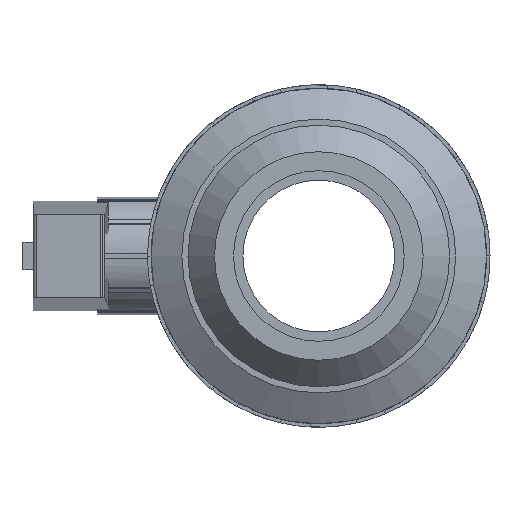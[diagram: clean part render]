
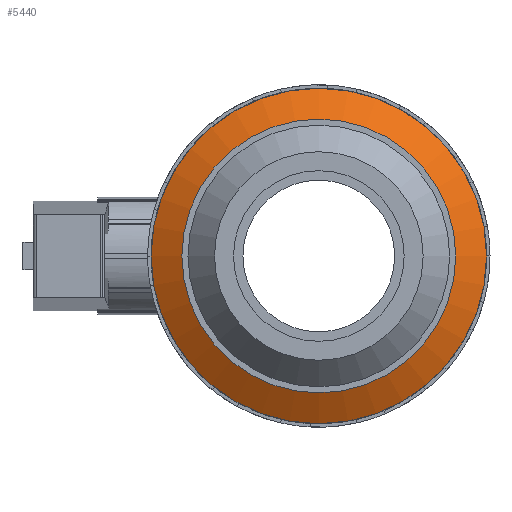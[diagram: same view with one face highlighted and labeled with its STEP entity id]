
A CAD part, left-side view. The second image highlights one B-rep face of the part: STEP entity #5440.
In plain terms, the highlighted conical face has half-angle 60 degrees and reference radius 81.225 mm.
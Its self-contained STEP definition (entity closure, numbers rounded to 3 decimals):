
#34=CONICAL_SURFACE('',#5771,81.225,1.047);
#171=LINE('',#8795,#688);
#688=VECTOR('',#6402,81.225);
#1264=FACE_OUTER_BOUND('',#1563,.T.);
#1563=EDGE_LOOP('',(#3592,#3593,#3594,#3595));
#1853=CIRCLE('',#5772,88.445);
#1854=CIRCLE('',#5773,72.2);
#2121=VERTEX_POINT('',#8792);
#2122=VERTEX_POINT('',#8794);
#2685=EDGE_CURVE('',#2121,#2121,#1853,.T.);
#2686=EDGE_CURVE('',#2121,#2122,#171,.T.);
#2687=EDGE_CURVE('',#2122,#2122,#1854,.T.);
#3592=ORIENTED_EDGE('',*,*,#2685,.T.);
#3593=ORIENTED_EDGE('',*,*,#2686,.T.);
#3594=ORIENTED_EDGE('',*,*,#2687,.F.);
#3595=ORIENTED_EDGE('',*,*,#2686,.F.);
#5440=ADVANCED_FACE('',(#1264),#34,.T.);
#5771=AXIS2_PLACEMENT_3D('',#8791,#6398,#6399);
#5772=AXIS2_PLACEMENT_3D('',#8793,#6400,#6401);
#5773=AXIS2_PLACEMENT_3D('',#8796,#6403,#6404);
#6398=DIRECTION('center_axis',(1.,0.,0.));
#6399=DIRECTION('ref_axis',(0.,1.,0.));
#6400=DIRECTION('center_axis',(-1.,0.,0.));
#6401=DIRECTION('ref_axis',(0.,1.,0.));
#6402=DIRECTION('',(-0.5,0.866,0.));
#6403=DIRECTION('center_axis',(-1.,0.,0.));
#6404=DIRECTION('ref_axis',(0.,1.,0.));
#8791=CARTESIAN_POINT('Origin',(-87.662,0.,0.));
#8792=CARTESIAN_POINT('',(-83.493,-88.445,0.));
#8793=CARTESIAN_POINT('Origin',(-83.493,0.,0.));
#8794=CARTESIAN_POINT('',(-92.872,-72.2,0.));
#8795=CARTESIAN_POINT('',(-87.662,-81.225,0.));
#8796=CARTESIAN_POINT('Origin',(-92.872,0.,0.));
